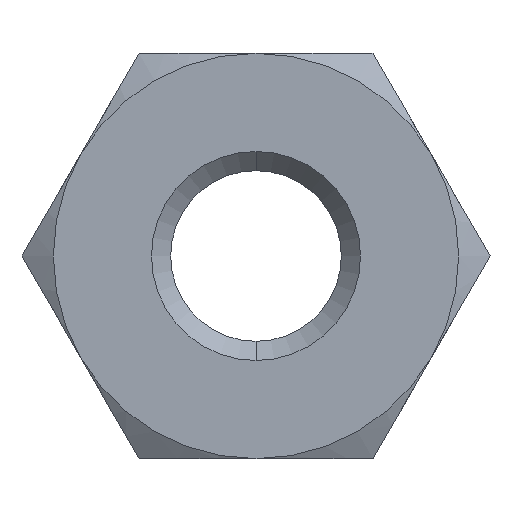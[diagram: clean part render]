
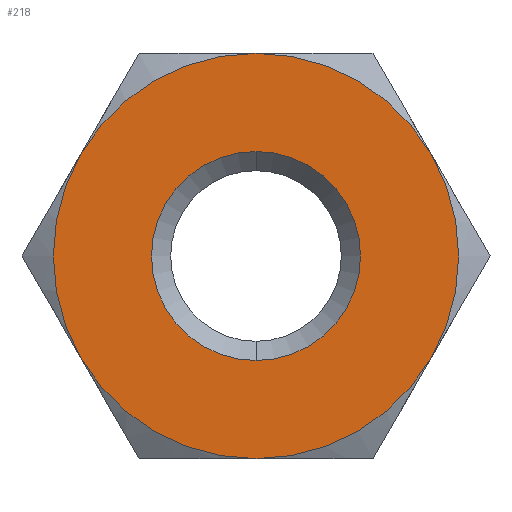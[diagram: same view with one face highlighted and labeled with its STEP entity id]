
A CAD part, front view. The second image highlights one B-rep face of the part: STEP entity #218.
In plain terms, the highlighted planar face has unit normal (0, -1, 0).
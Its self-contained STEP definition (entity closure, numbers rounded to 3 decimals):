
#2 = EDGE_CURVE ( 'NONE', #572, #767, #150, .T. ) ;
#3 = CARTESIAN_POINT ( 'NONE',  ( 0., 0., 0. ) ) ;
#8 = ORIENTED_EDGE ( 'NONE', *, *, #117, .T. ) ;
#23 = CARTESIAN_POINT ( 'NONE',  ( 0., 0., 4.9 ) ) ;
#26 = DIRECTION ( 'NONE',  ( 0., -1., 0. ) ) ;
#39 = AXIS2_PLACEMENT_3D ( 'NONE', #726, #565, #362 ) ;
#67 = EDGE_CURVE ( 'NONE', #215, #166, #598, .T. ) ;
#77 = AXIS2_PLACEMENT_3D ( 'NONE', #3, #926, #860 ) ;
#93 = CARTESIAN_POINT ( 'NONE',  ( 0., 0., -9.5 ) ) ;
#106 = AXIS2_PLACEMENT_3D ( 'NONE', #512, #26, #959 ) ;
#117 = EDGE_CURVE ( 'NONE', #166, #572, #346, .T. ) ;
#138 = CIRCLE ( 'NONE', #657, 9.5 ) ;
#150 = CIRCLE ( 'NONE', #397, 9.5 ) ;
#151 = CARTESIAN_POINT ( 'NONE',  ( 8.227, 0., 4.75 ) ) ;
#166 = VERTEX_POINT ( 'NONE', #93 ) ;
#172 = CARTESIAN_POINT ( 'NONE',  ( 8.227, 0., -4.75 ) ) ;
#188 = VERTEX_POINT ( 'NONE', #191 ) ;
#191 = CARTESIAN_POINT ( 'NONE',  ( 0., 0., 9.5 ) ) ;
#199 = DIRECTION ( 'NONE',  ( 0., -1., 0. ) ) ;
#207 = VERTEX_POINT ( 'NONE', #23 ) ;
#215 = VERTEX_POINT ( 'NONE', #576 ) ;
#218 = ADVANCED_FACE ( 'NONE', ( #658, #473 ), #571, .T. ) ;
#231 = CARTESIAN_POINT ( 'NONE',  ( 0., 0., 0. ) ) ;
#236 = DIRECTION ( 'NONE',  ( 0., -1., 0. ) ) ;
#268 = ORIENTED_EDGE ( 'NONE', *, *, #591, .T. ) ;
#275 = AXIS2_PLACEMENT_3D ( 'NONE', #900, #199, #520 ) ;
#346 = CIRCLE ( 'NONE', #77, 9.5 ) ;
#354 = DIRECTION ( 'NONE',  ( 0., 0., 1. ) ) ;
#362 = DIRECTION ( 'NONE',  ( 0., 0., -1. ) ) ;
#372 = AXIS2_PLACEMENT_3D ( 'NONE', #511, #788, #944 ) ;
#397 = AXIS2_PLACEMENT_3D ( 'NONE', #994, #398, #481 ) ;
#398 = DIRECTION ( 'NONE',  ( 0., -1., 0. ) ) ;
#403 = CIRCLE ( 'NONE', #482, 4.9 ) ;
#404 = CARTESIAN_POINT ( 'NONE',  ( 0., 0., 0. ) ) ;
#413 = AXIS2_PLACEMENT_3D ( 'NONE', #231, #236, #1001 ) ;
#418 = EDGE_CURVE ( 'NONE', #207, #942, #403, .T. ) ;
#423 = CARTESIAN_POINT ( 'NONE',  ( 0., 0., -4.9 ) ) ;
#435 = ORIENTED_EDGE ( 'NONE', *, *, #888, .T. ) ;
#473 = FACE_OUTER_BOUND ( 'NONE', #748, .T. ) ;
#481 = DIRECTION ( 'NONE',  ( 0., 0., 1. ) ) ;
#482 = AXIS2_PLACEMENT_3D ( 'NONE', #404, #626, #550 ) ;
#511 = CARTESIAN_POINT ( 'NONE',  ( 0., 0., 0. ) ) ;
#512 = CARTESIAN_POINT ( 'NONE',  ( 0., 0., 0. ) ) ;
#514 = CIRCLE ( 'NONE', #275, 9.5 ) ;
#520 = DIRECTION ( 'NONE',  ( 0., 0., 1. ) ) ;
#550 = DIRECTION ( 'NONE',  ( 0., 0., -1. ) ) ;
#558 = ORIENTED_EDGE ( 'NONE', *, *, #2, .T. ) ;
#565 = DIRECTION ( 'NONE',  ( 0., -1., 0. ) ) ;
#571 = PLANE ( 'NONE',  #39 ) ;
#572 = VERTEX_POINT ( 'NONE', #172 ) ;
#576 = CARTESIAN_POINT ( 'NONE',  ( -8.227, 0., -4.75 ) ) ;
#591 = EDGE_CURVE ( 'NONE', #188, #795, #820, .T. ) ;
#598 = CIRCLE ( 'NONE', #413, 9.5 ) ;
#614 = ORIENTED_EDGE ( 'NONE', *, *, #418, .F. ) ;
#626 = DIRECTION ( 'NONE',  ( 0., -1., 0. ) ) ;
#652 = ORIENTED_EDGE ( 'NONE', *, *, #660, .F. ) ;
#657 = AXIS2_PLACEMENT_3D ( 'NONE', #853, #782, #354 ) ;
#658 = FACE_BOUND ( 'NONE', #783, .T. ) ;
#660 = EDGE_CURVE ( 'NONE', #942, #207, #879, .T. ) ;
#692 = EDGE_CURVE ( 'NONE', #795, #215, #514, .T. ) ;
#726 = CARTESIAN_POINT ( 'NONE',  ( -9.614, 0., 9.614 ) ) ;
#748 = EDGE_LOOP ( 'NONE', ( #914, #768, #8, #558, #435, #268 ) ) ;
#767 = VERTEX_POINT ( 'NONE', #151 ) ;
#768 = ORIENTED_EDGE ( 'NONE', *, *, #67, .T. ) ;
#782 = DIRECTION ( 'NONE',  ( 0., -1., 0. ) ) ;
#783 = EDGE_LOOP ( 'NONE', ( #652, #614 ) ) ;
#788 = DIRECTION ( 'NONE',  ( 0., -1., 0. ) ) ;
#795 = VERTEX_POINT ( 'NONE', #847 ) ;
#820 = CIRCLE ( 'NONE', #106, 9.5 ) ;
#847 = CARTESIAN_POINT ( 'NONE',  ( -8.227, 0., 4.75 ) ) ;
#853 = CARTESIAN_POINT ( 'NONE',  ( 0., 0., 0. ) ) ;
#860 = DIRECTION ( 'NONE',  ( 0., 0., 1. ) ) ;
#879 = CIRCLE ( 'NONE', #372, 4.9 ) ;
#888 = EDGE_CURVE ( 'NONE', #767, #188, #138, .T. ) ;
#900 = CARTESIAN_POINT ( 'NONE',  ( 0., 0., 0. ) ) ;
#914 = ORIENTED_EDGE ( 'NONE', *, *, #692, .T. ) ;
#926 = DIRECTION ( 'NONE',  ( 0., -1., 0. ) ) ;
#942 = VERTEX_POINT ( 'NONE', #423 ) ;
#944 = DIRECTION ( 'NONE',  ( 0., 0., -1. ) ) ;
#959 = DIRECTION ( 'NONE',  ( 0., 0., 1. ) ) ;
#994 = CARTESIAN_POINT ( 'NONE',  ( 0., 0., 0. ) ) ;
#1001 = DIRECTION ( 'NONE',  ( 0., 0., 1. ) ) ;
